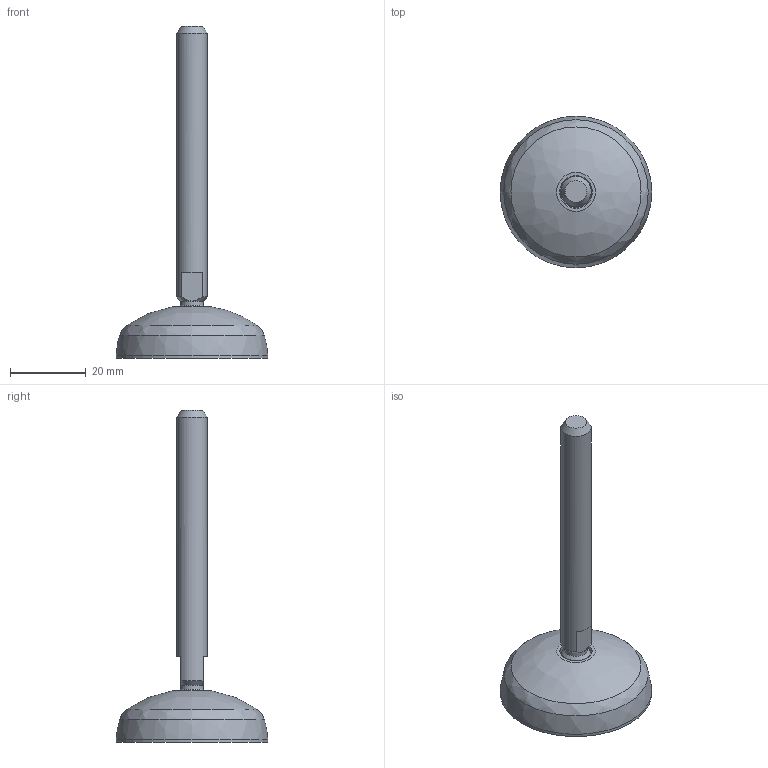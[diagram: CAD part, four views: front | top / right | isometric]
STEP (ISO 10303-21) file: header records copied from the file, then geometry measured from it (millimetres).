
FILE_DESCRIPTION(('STEP AP203'),'2;1');
FILE_NAME('16.001.00.stp','2011-03-21T15:55:44',(''),(''),'2009.3.110','THINKDESIGN','');
FILE_SCHEMA(('CONFIG_CONTROL_DESIGN'));
Length unit declared in the file: millimetre
Bounding box: 40 x 40 x 87.6 mm (x, y, z)
Volume: 14712.3 mm3; surface area: 6004.2 mm2
Topology: 2 solids, 2 shells, 28 faces, 75 edges, 52 vertices
Faces by surface type: bspline 13, plane 9, cylinder 6
Full cylindrical faces by diameter (mm): 6 x1, 8 x1, 8.3 x1, 8.8 x1, 14.993 x1, 31.4 x1
Entity records: 1353 total; most frequent: CARTESIAN_POINT 572, DIRECTION 149, ORIENTED_EDGE 146, EDGE_CURVE 73, AXIS2_PLACEMENT_3D 69, CIRCLE 54, VERTEX_POINT 52, EDGE_LOOP 31
